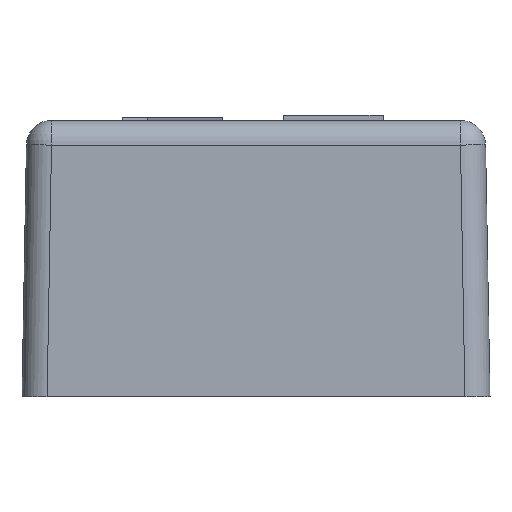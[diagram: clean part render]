
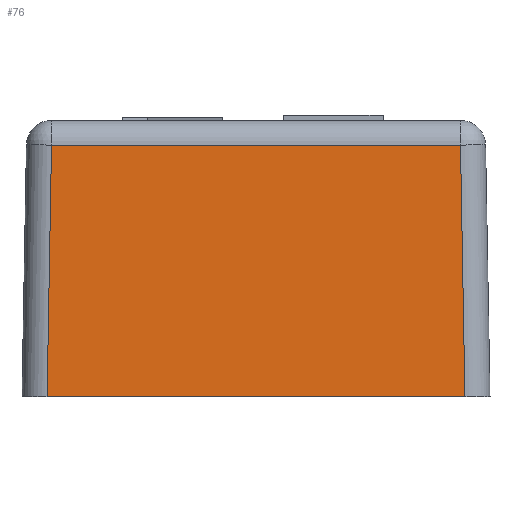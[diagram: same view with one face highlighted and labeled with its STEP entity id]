
A CAD part, left-side view. The second image highlights one B-rep face of the part: STEP entity #76.
In plain terms, the highlighted planar face has unit normal (-1, 0, 0.018).
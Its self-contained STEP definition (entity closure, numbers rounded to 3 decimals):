
#76 = ADVANCED_FACE( '', ( #172 ), #173, .T. );
#172 = FACE_OUTER_BOUND( '', #358, .T. );
#173 = PLANE( '', #359 );
#358 = EDGE_LOOP( '', ( #587, #588, #589, #590 ) );
#359 = AXIS2_PLACEMENT_3D( '', #591, #592, #593 );
#587 = ORIENTED_EDGE( '', *, *, #1276, .T. );
#588 = ORIENTED_EDGE( '', *, *, #1277, .T. );
#589 = ORIENTED_EDGE( '', *, *, #1278, .T. );
#590 = ORIENTED_EDGE( '', *, *, #1279, .T. );
#591 = CARTESIAN_POINT( '', ( -23.3, -23.3, 0. ) );
#592 = DIRECTION( '', ( -1., 0., 0.017 ) );
#593 = DIRECTION( '', ( 0.017, 0., 1. ) );
#1276 = EDGE_CURVE( '', #1526, #1527, #1528, .T. );
#1277 = EDGE_CURVE( '', #1527, #1529, #1530, .F. );
#1278 = EDGE_CURVE( '', #1529, #1531, #1532, .F. );
#1279 = EDGE_CURVE( '', #1531, #1526, #1533, .F. );
#1526 = VERTEX_POINT( '', #1936 );
#1527 = VERTEX_POINT( '', #1937 );
#1528 = LINE( '', #1938, #1939 );
#1529 = VERTEX_POINT( '', #1940 );
#1530 = LINE( '', #1941, #1942 );
#1531 = VERTEX_POINT( '', #1943 );
#1532 = LINE( '', #1944, #1945 );
#1533 = LINE( '', #1946, #1947 );
#1936 = CARTESIAN_POINT( '', ( -23.3, -20.8, 0. ) );
#1937 = CARTESIAN_POINT( '', ( -22.863, -20.363, 25.044 ) );
#1938 = CARTESIAN_POINT( '', ( -23.301, -20.801, -0.044 ) );
#1939 = VECTOR( '', #2420, 1000. );
#1940 = CARTESIAN_POINT( '', ( -22.863, 20.363, 25.044 ) );
#1941 = CARTESIAN_POINT( '', ( -22.863, 20.32, 25.044 ) );
#1942 = VECTOR( '', #2421, 1000. );
#1943 = CARTESIAN_POINT( '', ( -23.3, 20.8, 0. ) );
#1944 = CARTESIAN_POINT( '', ( -23.287, 20.787, 0.769 ) );
#1945 = VECTOR( '', #2422, 1000. );
#1946 = CARTESIAN_POINT( '', ( -23.3, -23.3, 0. ) );
#1947 = VECTOR( '', #2423, 1000. );
#2420 = DIRECTION( '', ( 0.017, 0.017, 1. ) );
#2421 = DIRECTION( '', ( 0., -1., 0. ) );
#2422 = DIRECTION( '', ( 0.017, -0.017, 1. ) );
#2423 = DIRECTION( '', ( 0., 1., 0. ) );
